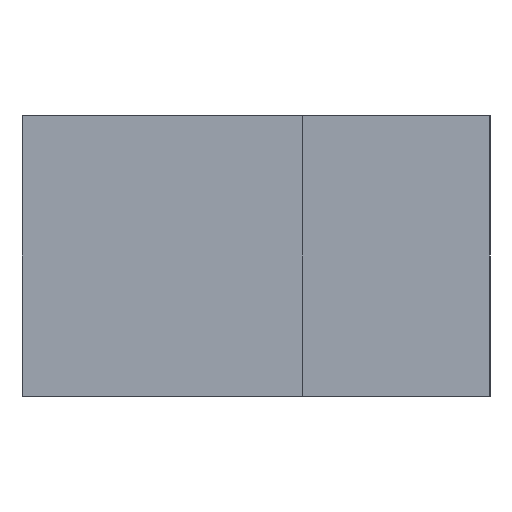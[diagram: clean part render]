
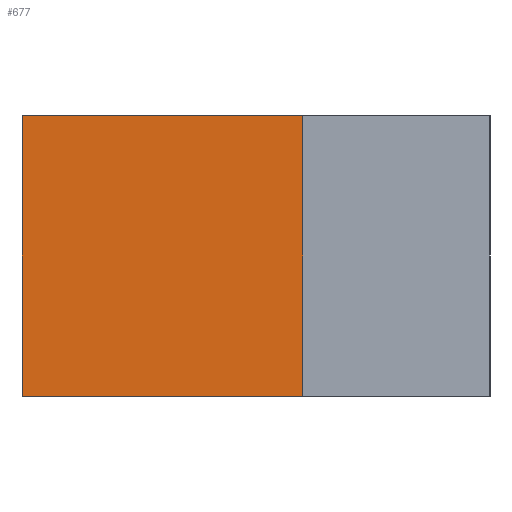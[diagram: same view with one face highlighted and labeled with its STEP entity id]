
A CAD part, left-side view. The second image highlights one B-rep face of the part: STEP entity #677.
In plain terms, the highlighted planar face has unit normal (-1, 0, 0).
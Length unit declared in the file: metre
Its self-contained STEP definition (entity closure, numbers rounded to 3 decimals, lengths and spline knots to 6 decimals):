
#177=ORIENTED_EDGE('',*,*,#308,.T.);
#178=ORIENTED_EDGE('',*,*,#271,.F.);
#179=ORIENTED_EDGE('',*,*,#295,.F.);
#180=ORIENTED_EDGE('',*,*,#301,.T.);
#271=EDGE_CURVE('',#370,#371,#437,.T.);
#295=EDGE_CURVE('',#393,#370,#460,.T.);
#301=EDGE_CURVE('',#393,#397,#466,.T.);
#308=EDGE_CURVE('',#397,#371,#472,.T.);
#370=VERTEX_POINT('',#977);
#371=VERTEX_POINT('',#979);
#393=VERTEX_POINT('',#1026);
#397=VERTEX_POINT('',#1037);
#437=LINE('',#978,#497);
#460=LINE('',#1027,#520);
#466=LINE('',#1038,#526);
#472=LINE('',#1051,#532);
#497=VECTOR('',#781,1.);
#520=VECTOR('',#810,1.);
#526=VECTOR('',#818,1.);
#532=VECTOR('',#830,1.);
#581=EDGE_LOOP('',(#177,#178,#179,#180));
#625=FACE_BOUND('',#581,.T.);
#651=PLANE('',#739);
#677=ADVANCED_FACE('',(#625),#651,.F.);
#739=AXIS2_PLACEMENT_3D('',#1122,#883,#884);
#781=DIRECTION('',(0.,0.,-1.));
#810=DIRECTION('',(0.,-1.,0.));
#818=DIRECTION('',(0.,0.,-1.));
#830=DIRECTION('',(0.,-1.,0.));
#883=DIRECTION('',(1.,0.,0.));
#884=DIRECTION('',(0.,0.,-1.));
#977=CARTESIAN_POINT('',(-0.015,-0.015,0.015));
#978=CARTESIAN_POINT('',(-0.015,-0.015,0.015));
#979=CARTESIAN_POINT('',(-0.015,-0.015,0.));
#1026=CARTESIAN_POINT('',(-0.015,0.,0.015));
#1027=CARTESIAN_POINT('',(-0.015,-0.0075,0.015));
#1037=CARTESIAN_POINT('',(-0.015,0.,0.));
#1038=CARTESIAN_POINT('',(-0.015,0.,0.015));
#1051=CARTESIAN_POINT('',(-0.015,-0.0075,0.));
#1122=CARTESIAN_POINT('',(-0.015,-0.0075,0.015));
